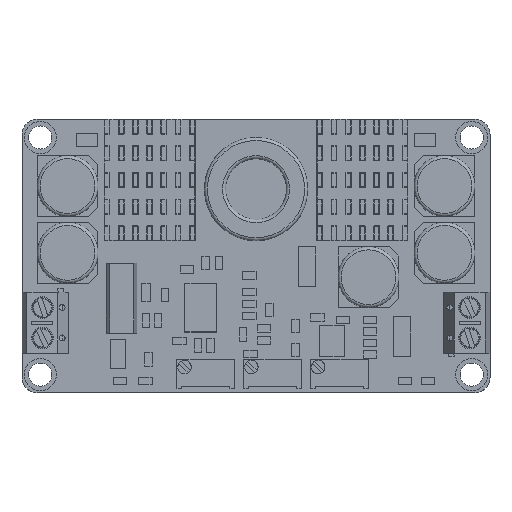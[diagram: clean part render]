
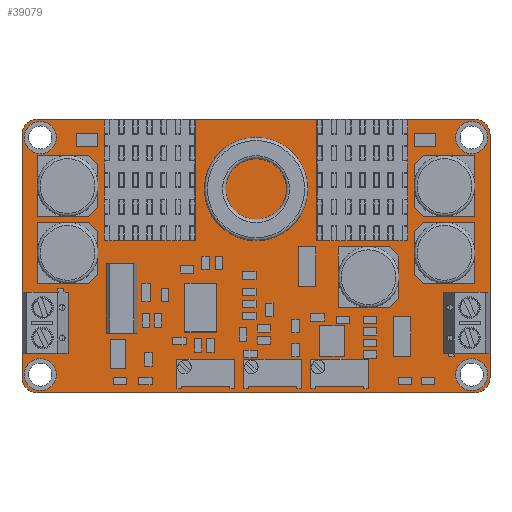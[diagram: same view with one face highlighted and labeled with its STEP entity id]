
A CAD part, top view. The second image highlights one B-rep face of the part: STEP entity #39079.
In plain terms, the highlighted planar face has unit normal (0, 0, 1).
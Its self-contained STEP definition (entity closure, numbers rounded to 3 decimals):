
#1130=FACE_BOUND('',#5274,.T.);
#1131=FACE_BOUND('',#5275,.T.);
#1132=FACE_BOUND('',#5276,.T.);
#1133=FACE_BOUND('',#5277,.T.);
#1134=FACE_BOUND('',#5278,.T.);
#1135=FACE_BOUND('',#5279,.T.);
#1495=PLANE('',#42184);
#2605=FACE_OUTER_BOUND('',#5273,.T.);
#5273=EDGE_LOOP('',(#28551,#28552,#28553,#28554,#28555,#28556,#28557,#28558));
#5274=EDGE_LOOP('',(#28559));
#5275=EDGE_LOOP('',(#28560));
#5276=EDGE_LOOP('',(#28561));
#5277=EDGE_LOOP('',(#28562));
#5278=EDGE_LOOP('',(#28563));
#5279=EDGE_LOOP('',(#28564));
#8328=LINE('',#65867,#11603);
#8334=LINE('',#65899,#11609);
#8337=LINE('',#65907,#11612);
#8345=LINE('',#65937,#11620);
#11603=VECTOR('',#48676,10.);
#11609=VECTOR('',#48708,10.);
#11612=VECTOR('',#48717,10.);
#11620=VECTOR('',#48755,10.);
#14280=CIRCLE('',#42151,2.5);
#14290=CIRCLE('',#42164,2.5);
#14291=CIRCLE('',#42167,2.5);
#14292=CIRCLE('',#42170,2.5);
#14293=CIRCLE('',#42172,1.65);
#14294=CIRCLE('',#42174,1.65);
#14295=CIRCLE('',#42176,2.65);
#14296=CIRCLE('',#42178,2.65);
#14297=CIRCLE('',#42180,2.65);
#14298=CIRCLE('',#42182,2.65);
#17406=VERTEX_POINT('',#65857);
#17407=VERTEX_POINT('',#65859);
#17409=VERTEX_POINT('',#65865);
#17421=VERTEX_POINT('',#65893);
#17422=VERTEX_POINT('',#65897);
#17423=VERTEX_POINT('',#65901);
#17424=VERTEX_POINT('',#65903);
#17425=VERTEX_POINT('',#65909);
#17426=VERTEX_POINT('',#65913);
#17427=VERTEX_POINT('',#65917);
#17428=VERTEX_POINT('',#65921);
#17429=VERTEX_POINT('',#65925);
#17430=VERTEX_POINT('',#65929);
#17431=VERTEX_POINT('',#65933);
#21284=EDGE_CURVE('',#17406,#17407,#14280,.T.);
#21288=EDGE_CURVE('',#17409,#17406,#8328,.T.);
#21302=EDGE_CURVE('',#17421,#17409,#14290,.T.);
#21304=EDGE_CURVE('',#17422,#17421,#8334,.T.);
#21306=EDGE_CURVE('',#17423,#17424,#14291,.T.);
#21308=EDGE_CURVE('',#17407,#17423,#8337,.T.);
#21310=EDGE_CURVE('',#17425,#17422,#14292,.T.);
#21311=EDGE_CURVE('',#17426,#17426,#14293,.T.);
#21313=EDGE_CURVE('',#17427,#17427,#14294,.T.);
#21316=EDGE_CURVE('',#17428,#17428,#14295,.T.);
#21318=EDGE_CURVE('',#17429,#17429,#14296,.T.);
#21320=EDGE_CURVE('',#17430,#17430,#14297,.T.);
#21322=EDGE_CURVE('',#17431,#17431,#14298,.T.);
#21323=EDGE_CURVE('',#17424,#17425,#8345,.T.);
#28551=ORIENTED_EDGE('',*,*,#21284,.F.);
#28552=ORIENTED_EDGE('',*,*,#21288,.F.);
#28553=ORIENTED_EDGE('',*,*,#21302,.F.);
#28554=ORIENTED_EDGE('',*,*,#21304,.F.);
#28555=ORIENTED_EDGE('',*,*,#21310,.F.);
#28556=ORIENTED_EDGE('',*,*,#21323,.F.);
#28557=ORIENTED_EDGE('',*,*,#21306,.F.);
#28558=ORIENTED_EDGE('',*,*,#21308,.F.);
#28559=ORIENTED_EDGE('',*,*,#21311,.T.);
#28560=ORIENTED_EDGE('',*,*,#21313,.T.);
#28561=ORIENTED_EDGE('',*,*,#21322,.T.);
#28562=ORIENTED_EDGE('',*,*,#21320,.T.);
#28563=ORIENTED_EDGE('',*,*,#21318,.T.);
#28564=ORIENTED_EDGE('',*,*,#21316,.T.);
#39079=ADVANCED_FACE('',(#2605,#1130,#1131,#1132,#1133,#1134,#1135),#1495,
 .T.);
#42151=AXIS2_PLACEMENT_3D('',#65860,#48669,#48670);
#42164=AXIS2_PLACEMENT_3D('',#65895,#48703,#48704);
#42167=AXIS2_PLACEMENT_3D('',#65904,#48712,#48713);
#42170=AXIS2_PLACEMENT_3D('',#65911,#48721,#48722);
#42172=AXIS2_PLACEMENT_3D('',#65914,#48725,#48726);
#42174=AXIS2_PLACEMENT_3D('',#65918,#48730,#48731);
#42176=AXIS2_PLACEMENT_3D('',#65923,#48736,#48737);
#42178=AXIS2_PLACEMENT_3D('',#65927,#48741,#48742);
#42180=AXIS2_PLACEMENT_3D('',#65931,#48746,#48747);
#42182=AXIS2_PLACEMENT_3D('',#65935,#48751,#48752);
#42184=AXIS2_PLACEMENT_3D('',#65938,#48756,#48757);
#48669=DIRECTION('center_axis',(0.,0.,-1.));
#48670=DIRECTION('ref_axis',(-0.707,0.707,0.));
#48676=DIRECTION('',(0.,1.,0.));
#48703=DIRECTION('center_axis',(0.,0.,-1.));
#48704=DIRECTION('ref_axis',(-0.707,-0.707,0.));
#48708=DIRECTION('',(-1.,0.,0.));
#48712=DIRECTION('center_axis',(0.,0.,-1.));
#48713=DIRECTION('ref_axis',(0.707,0.707,0.));
#48717=DIRECTION('',(1.,0.,0.));
#48721=DIRECTION('center_axis',(0.,0.,-1.));
#48722=DIRECTION('ref_axis',(0.707,-0.707,0.));
#48725=DIRECTION('center_axis',(0.,0.,-1.));
#48726=DIRECTION('ref_axis',(1.,0.,0.));
#48730=DIRECTION('center_axis',(0.,0.,-1.));
#48731=DIRECTION('ref_axis',(1.,0.,0.));
#48736=DIRECTION('center_axis',(0.,0.,-1.));
#48737=DIRECTION('ref_axis',(1.,0.,0.));
#48741=DIRECTION('center_axis',(0.,0.,-1.));
#48742=DIRECTION('ref_axis',(1.,0.,0.));
#48746=DIRECTION('center_axis',(0.,0.,-1.));
#48747=DIRECTION('ref_axis',(1.,0.,0.));
#48751=DIRECTION('center_axis',(0.,0.,-1.));
#48752=DIRECTION('ref_axis',(1.,0.,0.));
#48755=DIRECTION('',(0.,-1.,0.));
#48756=DIRECTION('center_axis',(0.,0.,1.));
#48757=DIRECTION('ref_axis',(1.,0.,0.));
#65857=CARTESIAN_POINT('',(-38.5,20.,0.));
#65859=CARTESIAN_POINT('',(-36.,22.5,0.));
#65860=CARTESIAN_POINT('Origin',(-36.,20.,0.));
#65865=CARTESIAN_POINT('',(-38.5,-20.,0.));
#65867=CARTESIAN_POINT('',(-38.5,-22.5,0.));
#65893=CARTESIAN_POINT('',(-36.,-22.5,0.));
#65895=CARTESIAN_POINT('Origin',(-36.,-20.,0.));
#65897=CARTESIAN_POINT('',(36.,-22.5,0.));
#65899=CARTESIAN_POINT('',(38.5,-22.5,0.));
#65901=CARTESIAN_POINT('',(36.,22.5,0.));
#65903=CARTESIAN_POINT('',(38.5,20.,0.));
#65904=CARTESIAN_POINT('Origin',(36.,20.,0.));
#65907=CARTESIAN_POINT('',(-38.5,22.5,0.));
#65909=CARTESIAN_POINT('',(38.5,-20.,0.));
#65911=CARTESIAN_POINT('Origin',(36.,-20.,0.));
#65913=CARTESIAN_POINT('',(-24.15,12.,0.));
#65914=CARTESIAN_POINT('Origin',(-22.5,12.,0.));
#65917=CARTESIAN_POINT('',(20.85,12.,0.));
#65918=CARTESIAN_POINT('Origin',(22.5,12.,0.));
#65921=CARTESIAN_POINT('',(32.85,19.5,0.));
#65923=CARTESIAN_POINT('Origin',(35.5,19.5,0.));
#65925=CARTESIAN_POINT('',(32.85,-19.5,0.));
#65927=CARTESIAN_POINT('Origin',(35.5,-19.5,0.));
#65929=CARTESIAN_POINT('',(-38.15,-19.5,0.));
#65931=CARTESIAN_POINT('Origin',(-35.5,-19.5,0.));
#65933=CARTESIAN_POINT('',(-38.15,19.5,0.));
#65935=CARTESIAN_POINT('Origin',(-35.5,19.5,0.));
#65937=CARTESIAN_POINT('',(38.5,22.5,0.));
#65938=CARTESIAN_POINT('Origin',(0.,0.,0.));
